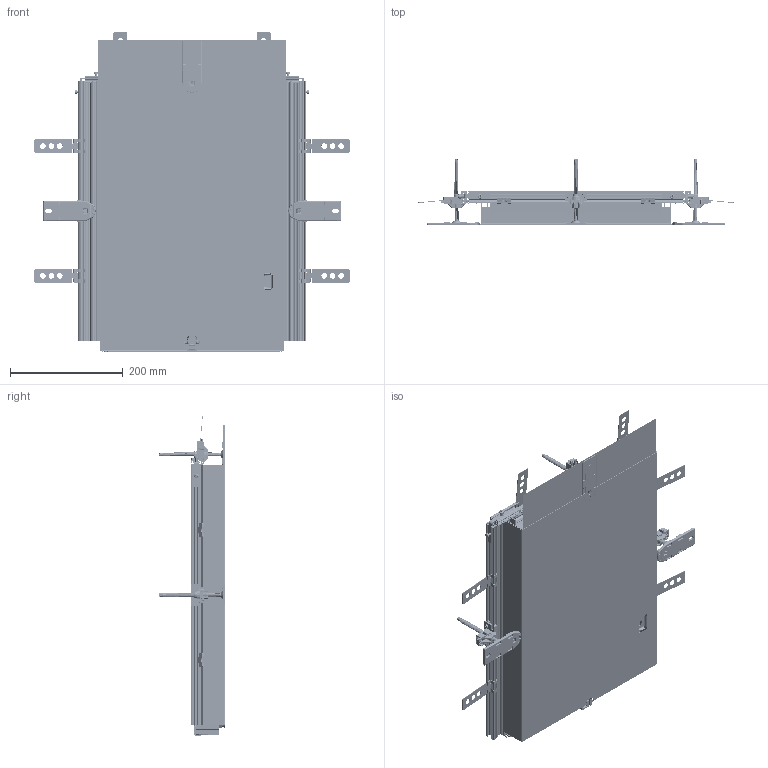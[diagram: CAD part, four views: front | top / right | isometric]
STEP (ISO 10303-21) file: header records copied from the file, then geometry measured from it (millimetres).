
FILE_DESCRIPTION (( 'STEP AP214' ), '1' );
FILE_NAME ('7424900.STEP', '2026-02-26T14:06:45', ( '' ), ( '' ), 'SwSTEP 2.0', 'SolidWorks 2024', '' );
FILE_SCHEMA (( 'AUTOMOTIVE_DESIGN' ));
Length unit declared in the file: millimetre
Products named in the file (33): 001134_Standard; 43931C_Standard; 43952A_Standard; 109666_Standard; 32930A_Profil mit Gewebe; P_30700584_4_Standard; 7424900; 109613_H=60mm; 35104457_Standard; 43949A_Standard; 001701_Nivellierstütze 110; 59964_Standard; 001133_Standard; 109614_Standard; 43935A_Standard; 43950A_39409513; 001132_Standard; 40737C_Standard; 001232_Standard; 40034A_Standard; P_0000001001_1_Standard; 35019210_Standard; 001131_Standard; 43933B_Standard; Gewebe; 007681_Standard; 108251_110 mm länge; 43953A_Standard; 35104201_Standard; 43428B_Standard; 43940C_Standard; 35100012_Standard; 43933A_Standard
Assembly tree (48 placements, depth 4):
  7424900
    43950A_39409513
    43952A_Standard  x2
    43953A_Standard  x2
    40737C_Standard
      43931C_Standard
      P_30700584_4_Standard
    43428B_Standard
    35104457_Standard  x4
    59964_Standard
    32930A_Profil mit Gewebe
      43940C_Standard
      40034A_Standard  x2
        43949A_Standard
        35019210_Standard
      Gewebe
    109613_H=60mm  x3
      001701_Nivellierstütze 110
        001133_Standard
        108251_110 mm länge
        001134_Standard
      001232_Standard
        001131_Standard
        35104201_Standard  x2
        001132_Standard
        P_0000001001_1_Standard
    109666_Standard
      43933A_Standard
      43933B_Standard
      007681_Standard
      35100012_Standard  x2
    109614_Standard  x4
      43935A_Standard
    43935A_Standard  x2
Bounding box: 558.63 x 118 x 566.52 mm (x, y, z)
Volume: 1541238.4 mm3; surface area: 1633207.3 mm2
Topology: 56 solids, 56 shells, 7374 faces, 19023 edges, 11443 vertices
Faces by surface type: cylinder 2889, plane 2735, bspline 1043, sphere 246, cone 240, torus 221
Entity records: 130593 total; most frequent: CARTESIAN_POINT 53430, ORIENTED_EDGE 17110, DIRECTION 14862, EDGE_CURVE 8555, VERTEX_POINT 5295, AXIS2_PLACEMENT_3D 5030, LINE 4802, VECTOR 4802
